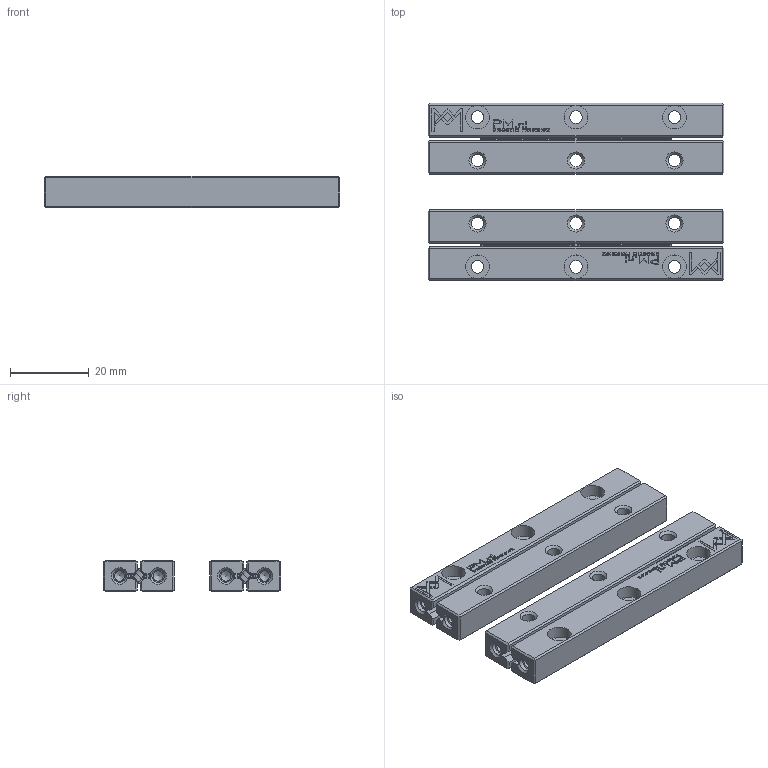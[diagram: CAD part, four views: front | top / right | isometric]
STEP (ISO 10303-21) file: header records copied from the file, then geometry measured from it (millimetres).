
FILE_DESCRIPTION(/* description */ (''),/* implementation_level */ '2;1');
FILE_NAME(/* name */ 'Set RSDE-3075x12KRE-ACC_stp.stp',/* time_stamp */ '2025-03-04T10:47:12+01:00',/* author */ (''),/* organization */ (''),/* preprocessor_version */ 'ST-DEVELOPER v16.7',/* originating_system */ 'SIEMENS PLM Software NX 12.0',/* authorisation */ '');
FILE_SCHEMA (('AUTOMOTIVE_DESIGN { 1 0 10303 214 3 1 1 1 }'));
Products named in the file (1): Set RSDE-3075x12KRE-ACC_stp
Bounding box: 75 x 45 x 8 mm (x, y, z)
Volume: 17922.1 mm3; surface area: 16083 mm2
Topology: 40 solids, 40 shells, 3300 faces, 9166 edges, 6062 vertices
Faces by surface type: plane 1932, cylinder 628, bspline 360, torus 256, extrusion 72, cone 52
Full cylindrical faces by diameter (mm): 0.45 x112, 1 x8, 2 x24, 2.6 x8, 3 x24, 3.2 x20, 6 x12
Entity records: 117420 total; most frequent: CARTESIAN_POINT 28271, ORIENTED_EDGE 17424, DIRECTION 15106, EDGE_CURVE 8712, VERTEX_POINT 5920, VECTOR 5752, LINE 5680, AXIS2_PLACEMENT_3D 4677
